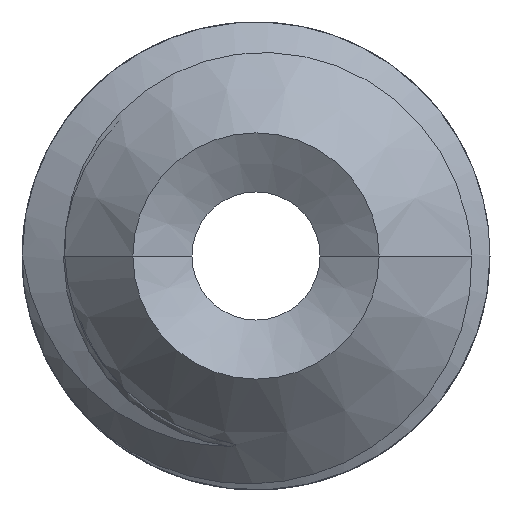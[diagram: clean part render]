
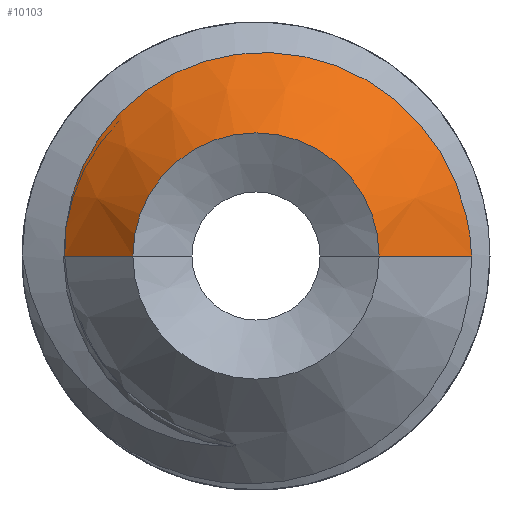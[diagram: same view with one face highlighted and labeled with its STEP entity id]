
A CAD part, left-side view. The second image highlights one B-rep face of the part: STEP entity #10103.
In plain terms, the highlighted conical face has half-angle 45 degrees and reference radius 1.746 mm.
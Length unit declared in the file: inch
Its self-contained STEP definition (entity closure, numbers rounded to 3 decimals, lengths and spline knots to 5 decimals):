
#3161=CARTESIAN_POINT('',(0.02809,0.07722,0.0116));
#3162=CARTESIAN_POINT('',(0.02828,0.07669,
0.01646));
#3163=CARTESIAN_POINT('',(0.02868,0.07471,
0.02612));
#3164=CARTESIAN_POINT('',(0.02927,0.06897,
0.04001));
#3165=CARTESIAN_POINT('',(0.02986,0.06082,
0.05248));
#3166=CARTESIAN_POINT('',(0.03046,0.05017,
0.06354));
#3167=CARTESIAN_POINT('',(0.03106,0.03747,
0.07243));
#3168=CARTESIAN_POINT('',(0.03165,0.02358,
0.07866));
#3169=CARTESIAN_POINT('',(0.03224,0.00873,
0.08226));
#3170=CARTESIAN_POINT('',(0.03283,-0.00691,
0.08304));
#3171=CARTESIAN_POINT('',(0.03342,-0.02237,
0.08086));
#3172=CARTESIAN_POINT('',(0.034,-0.03708,
0.07592));
#3173=CARTESIAN_POINT('',(0.0346,-0.051,
0.06813));
#3174=CARTESIAN_POINT('',(0.03519,-0.0632,
0.05783));
#3175=CARTESIAN_POINT('',(0.03576,-0.07313,
0.04572));
#3176=CARTESIAN_POINT('',(0.03635,-0.08092,
0.03158));
#3177=CARTESIAN_POINT('',(0.03694,-0.08596,
0.01603));
#3178=CARTESIAN_POINT('',(0.03733,-0.08733,
0.00535));
#3179=CARTESIAN_POINT('',(0.03752,-0.08752,0.));
#4230=CARTESIAN_POINT('',(0.02764,0.07764,
0.));
#4231=CARTESIAN_POINT('',(0.02771,0.07771,
0.00193));
#4232=CARTESIAN_POINT('',(0.02785,0.07771,
0.00579));
#4233=CARTESIAN_POINT('',(0.02801,0.07743,
0.00967));
#4234=CARTESIAN_POINT('',(0.02809,0.07722,0.0116));
#4236=DIRECTION('',(0.707,0.707,0.));
#4237=VECTOR('',#4236,0.03909);
#4238=CARTESIAN_POINT('',(0.,0.05,0.));
#4239=LINE('',#4238,#4237);
#4240=DIRECTION('',(0.707,-0.707,0.));
#4241=VECTOR('',#4240,0.05306);
#4242=CARTESIAN_POINT('',(0.,-0.05,0.));
#4243=LINE('',#4242,#4241);
#4244=CARTESIAN_POINT('',(0.,0.,0.));
#4245=DIRECTION('',(1.,0.,0.));
#4246=DIRECTION('',(0.,1.,0.));
#4247=AXIS2_PLACEMENT_3D('',#4244,#4245,#4246);
#4507=CARTESIAN_POINT('',(0.,0.05,0.));
#4508=CARTESIAN_POINT('',(0.02764,0.07764,
0.));
#4509=VERTEX_POINT('',#4507);
#4510=VERTEX_POINT('',#4508);
#4511=CARTESIAN_POINT('',(0.,-0.05,0.));
#4512=CARTESIAN_POINT('',(0.03752,-0.08752,0.));
#4513=VERTEX_POINT('',#4511);
#4514=VERTEX_POINT('',#4512);
#4582=VERTEX_POINT('',#3161);
#10090=CARTESIAN_POINT('',(0.01876,0.,0.));
#10091=DIRECTION('',(1.,0.,0.));
#10092=DIRECTION('',(0.,-1.,0.));
#10093=AXIS2_PLACEMENT_3D('',#10090,#10091,#10092);
#10094=CONICAL_SURFACE('',#10093,0.06876,45.);
#10095=ORIENTED_EDGE('',*,*,#7212,.T.);
#10096=ORIENTED_EDGE('',*,*,#10085,.T.);
#10097=ORIENTED_EDGE('',*,*,#7190,.T.);
#10098=ORIENTED_EDGE('',*,*,#7216,.F.);
#10100=ORIENTED_EDGE('',*,*,#10099,.F.);
#10101=EDGE_LOOP('',(#10095,#10096,#10097,#10098,#10100));
#10102=FACE_OUTER_BOUND('',#10101,.F.);
#3180=B_SPLINE_CURVE_WITH_KNOTS('',3,(#3161,#3162,#3163,#3164,#3165,#3166,#3167,
#3168,#3169,#3170,#3171,#3172,#3173,#3174,#3175,#3176,#3177,#3178,#3179),
.UNSPECIFIED.,.F.,.F.,(4,1,1,1,1,1,1,1,1,1,1,1,1,1,1,1,4),(0.,0.0625,0.125,
0.1875,0.25,0.3125,0.375,0.4375,0.5,0.5625,0.625,0.6875,
0.75,0.8125,0.875,0.9375,1.),.UNSPECIFIED.);
#4235=B_SPLINE_CURVE_WITH_KNOTS('',3,(#4230,#4231,#4232,#4233,#4234),
.UNSPECIFIED.,.F.,.F.,(4,1,4),(0.,0.5,1.),.UNSPECIFIED.);
#4248=CIRCLE('',#4247,0.05);
#7190=EDGE_CURVE('',#4582,#4514,#3180,.T.);
#7212=EDGE_CURVE('',#4509,#4510,#4239,.T.);
#7216=EDGE_CURVE('',#4513,#4514,#4243,.T.);
#10085=EDGE_CURVE('',#4510,#4582,#4235,.T.);
#10099=EDGE_CURVE('',#4509,#4513,#4248,.T.);
#10103=ADVANCED_FACE('',(#10102),#10094,.T.);
